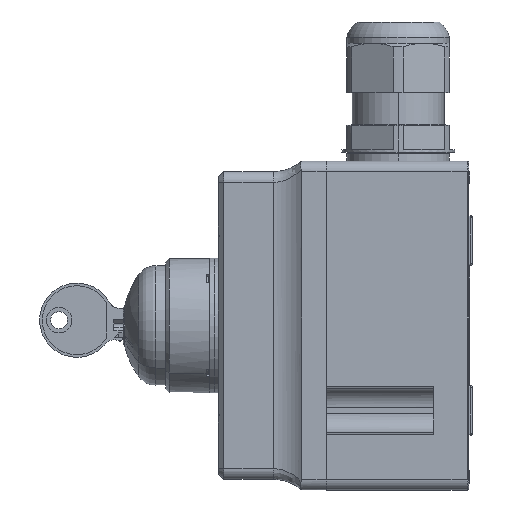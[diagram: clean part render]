
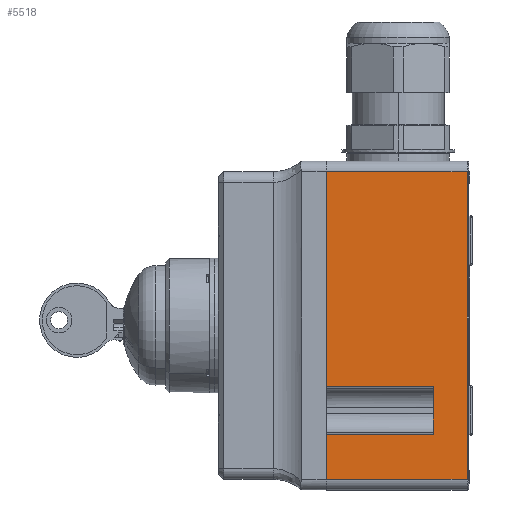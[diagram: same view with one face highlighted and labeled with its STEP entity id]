
A CAD part, left-side view. The second image highlights one B-rep face of the part: STEP entity #5518.
In plain terms, the highlighted planar face has unit normal (-1, 0, 0).
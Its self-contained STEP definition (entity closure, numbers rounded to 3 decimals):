
#868 = VERTEX_POINT ( 'NONE', #70037 ) ;
#1172 = DIRECTION ( 'NONE',  ( 1., 0., 0. ) ) ;
#1864 = AXIS2_PLACEMENT_3D ( 'NONE', #95788, #1172, #75038 ) ;
#5089 = LINE ( 'NONE', #76775, #110797 ) ;
#5518 = ADVANCED_FACE ( 'NONE', ( #72606 ), #64419, .F. ) ;
#10944 = LINE ( 'NONE', #85934, #67141 ) ;
#12002 = DIRECTION ( 'NONE',  ( 0., 1., 0. ) ) ;
#15637 = CARTESIAN_POINT ( 'NONE',  ( -40., 10., -17.292 ) ) ;
#18479 = CARTESIAN_POINT ( 'NONE',  ( -40., 10., -30.708 ) ) ;
#19120 = LINE ( 'NONE', #41777, #103381 ) ;
#19435 = CARTESIAN_POINT ( 'NONE',  ( -40., 0.5, 43.5 ) ) ;
#20432 = LINE ( 'NONE', #44423, #101379 ) ;
#20843 = VERTEX_POINT ( 'NONE', #76037 ) ;
#25122 = VECTOR ( 'NONE', #123760, 1000. ) ;
#25847 = ORIENTED_EDGE ( 'NONE', *, *, #100061, .T. ) ;
#30701 = LINE ( 'NONE', #112494, #83547 ) ;
#30906 = CARTESIAN_POINT ( 'NONE',  ( -40., 40.3, -46.5 ) ) ;
#37087 = EDGE_CURVE ( 'NONE', #66136, #99816, #5089, .T. ) ;
#37943 = ORIENTED_EDGE ( 'NONE', *, *, #37087, .F. ) ;
#39926 = CARTESIAN_POINT ( 'NONE',  ( -40., 40.3, 43.5 ) ) ;
#41777 = CARTESIAN_POINT ( 'NONE',  ( -40., -17.037, -17.292 ) ) ;
#42174 = EDGE_CURVE ( 'NONE', #78936, #20843, #19120, .T. ) ;
#44423 = CARTESIAN_POINT ( 'NONE',  ( -40., 0.5, -46.5 ) ) ;
#51653 = VECTOR ( 'NONE', #106096, 1000. ) ;
#51675 = DIRECTION ( 'NONE',  ( 0., 0., 1. ) ) ;
#52073 = EDGE_CURVE ( 'NONE', #118809, #86907, #10944, .T. ) ;
#55909 = CARTESIAN_POINT ( 'NONE',  ( -40., 40.3, -30.708 ) ) ;
#55929 = DIRECTION ( 'NONE',  ( 0., 0., 1. ) ) ;
#56172 = ORIENTED_EDGE ( 'NONE', *, *, #90068, .T. ) ;
#59825 = DIRECTION ( 'NONE',  ( 0., -1., 0. ) ) ;
#63639 = CARTESIAN_POINT ( 'NONE',  ( -40., -17.037, -30.708 ) ) ;
#64419 = PLANE ( 'NONE',  #1864 ) ;
#66136 = VERTEX_POINT ( 'NONE', #107529 ) ;
#67141 = VECTOR ( 'NONE', #12002, 1000. ) ;
#70037 = CARTESIAN_POINT ( 'NONE',  ( -40., 0.5, -43.5 ) ) ;
#71089 = CARTESIAN_POINT ( 'NONE',  ( -40., 10., -30.708 ) ) ;
#72606 = FACE_OUTER_BOUND ( 'NONE', #111080, .T. ) ;
#75038 = DIRECTION ( 'NONE',  ( 0., 0., -1. ) ) ;
#75865 = DIRECTION ( 'NONE',  ( 0., 0., 1. ) ) ;
#76037 = CARTESIAN_POINT ( 'NONE',  ( -40., 40.3, -17.292 ) ) ;
#76775 = CARTESIAN_POINT ( 'NONE',  ( -40., 40.3, -46.5 ) ) ;
#78936 = VERTEX_POINT ( 'NONE', #15637 ) ;
#81476 = ORIENTED_EDGE ( 'NONE', *, *, #115638, .F. ) ;
#82008 = LINE ( 'NONE', #30906, #116677 ) ;
#83122 = EDGE_CURVE ( 'NONE', #91432, #99816, #111109, .T. ) ;
#83547 = VECTOR ( 'NONE', #59825, 1000. ) ;
#85934 = CARTESIAN_POINT ( 'NONE',  ( -40., 40.3, 43.5 ) ) ;
#86907 = VERTEX_POINT ( 'NONE', #39926 ) ;
#90068 = EDGE_CURVE ( 'NONE', #868, #118809, #20432, .T. ) ;
#91432 = VERTEX_POINT ( 'NONE', #71089 ) ;
#93613 = ORIENTED_EDGE ( 'NONE', *, *, #42174, .F. ) ;
#94777 = ORIENTED_EDGE ( 'NONE', *, *, #52073, .T. ) ;
#95788 = CARTESIAN_POINT ( 'NONE',  ( -40., 40.3, -46.5 ) ) ;
#99816 = VERTEX_POINT ( 'NONE', #55909 ) ;
#100061 = EDGE_CURVE ( 'NONE', #78936, #91432, #134186, .T. ) ;
#101379 = VECTOR ( 'NONE', #75865, 1000. ) ;
#103381 = VECTOR ( 'NONE', #115645, 1000. ) ;
#106096 = DIRECTION ( 'NONE',  ( 0., 1., 0. ) ) ;
#107529 = CARTESIAN_POINT ( 'NONE',  ( -40., 40.3, -43.5 ) ) ;
#110797 = VECTOR ( 'NONE', #55929, 1000. ) ;
#111080 = EDGE_LOOP ( 'NONE', ( #37943, #129989, #56172, #94777, #81476, #93613, #25847, #113491 ) ) ;
#111109 = LINE ( 'NONE', #63639, #51653 ) ;
#112494 = CARTESIAN_POINT ( 'NONE',  ( -40., 40.3, -43.5 ) ) ;
#113491 = ORIENTED_EDGE ( 'NONE', *, *, #83122, .T. ) ;
#115638 = EDGE_CURVE ( 'NONE', #20843, #86907, #82008, .T. ) ;
#115645 = DIRECTION ( 'NONE',  ( 0., 1., 0. ) ) ;
#115955 = EDGE_CURVE ( 'NONE', #66136, #868, #30701, .T. ) ;
#116677 = VECTOR ( 'NONE', #51675, 1000. ) ;
#118809 = VERTEX_POINT ( 'NONE', #19435 ) ;
#123760 = DIRECTION ( 'NONE',  ( 0., 0., -1. ) ) ;
#129989 = ORIENTED_EDGE ( 'NONE', *, *, #115955, .T. ) ;
#134186 = LINE ( 'NONE', #18479, #25122 ) ;
